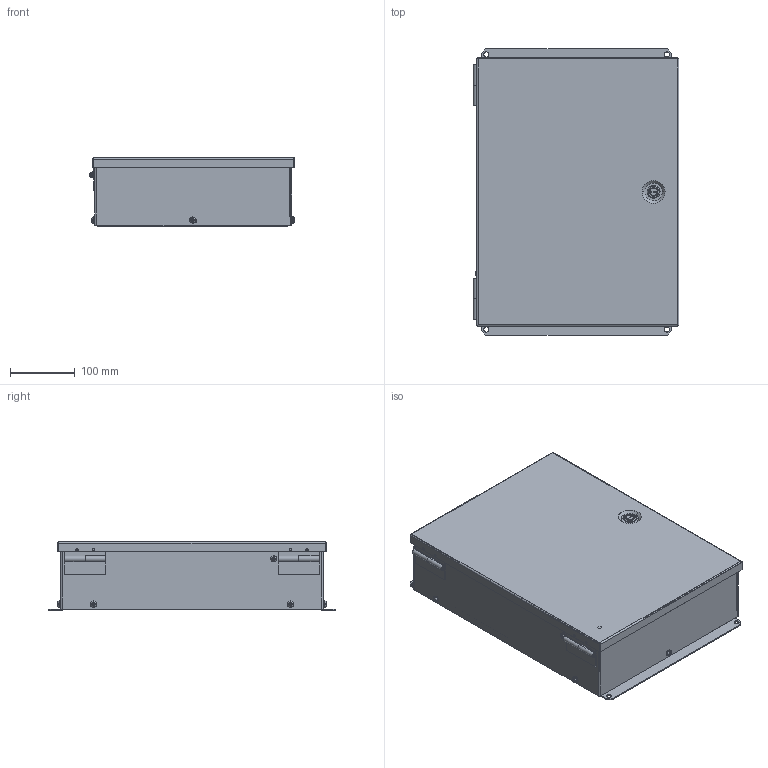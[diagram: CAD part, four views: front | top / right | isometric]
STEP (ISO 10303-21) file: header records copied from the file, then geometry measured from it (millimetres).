
FILE_DESCRIPTION (( 'STEP AP214' ), '1' );
FILE_NAME ('N1WS16124.STEP', '2019-07-16T15:50:49', ( '' ), ( '' ), 'SwSTEP 2.0', 'SolidWorks 2018', '' );
FILE_SCHEMA (( 'AUTOMOTIVE_DESIGN' ));
Length unit declared in the file: inch
Products named in the file (1): N1WS16124
Bounding box: 318 x 442.6 x 106.15 mm (x, y, z)
Volume: 731165.7 mm3; surface area: 933475.5 mm2
Topology: 18 solids, 18 shells, 634 faces, 1601 edges, 1030 vertices
Faces by surface type: plane 345, cylinder 218, bspline 36, cone 31, torus 4
Entity records: 29529 total; most frequent: CARTESIAN_POINT 5813, ORIENTED_EDGE 3202, DIRECTION 3132, EDGE_CURVE 1601, AXIS2_PLACEMENT_3D 1131, VERTEX_POINT 1030, VECTOR 870, LINE 870
